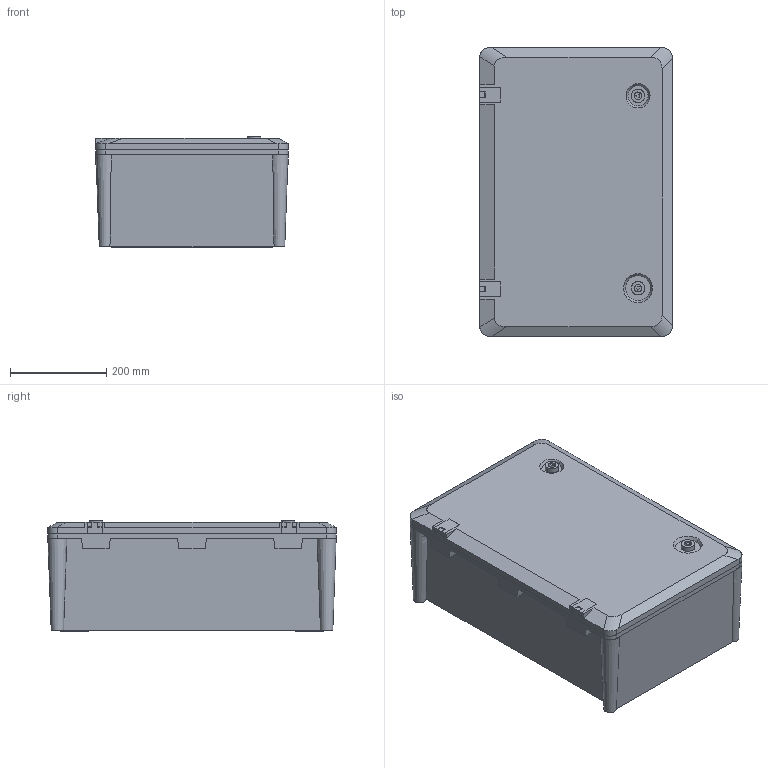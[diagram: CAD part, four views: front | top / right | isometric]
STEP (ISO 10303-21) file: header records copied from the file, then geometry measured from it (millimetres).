
FILE_DESCRIPTION (( 'STEP AP214' ), '1' );
FILE_NAME ('MKP21-N-040-060-20-65.step', '2025-02-07T13:05:04', ( '' ), ( '' ), 'SwSTEP 2.0', 'SolidWorks 2022', '' );
FILE_SCHEMA (( 'AUTOMOTIVE_DESIGN' ));
Length unit declared in the file: millimetre
Products named in the file (5): ШРК 40X60Х206; ШРК 40X60Х208; MKP21-N-040-060-20-65; ШРК 40X60Х205; ШРК 40X60Х201
Assembly tree (6 placements, depth 2):
  MKP21-N-040-060-20-65
    ШРК 40X60Х201
    ШРК 40X60Х205  x2
    ШРК 40X60Х206
    ШРК 40X60Х208  x2
Bounding box: 400 x 600 x 229 mm (x, y, z)
Volume: 8329047.3 mm3; surface area: 1786881.6 mm2
Topology: 6 solids, 6 shells, 285 faces, 762 edges, 511 vertices
Faces by surface type: plane 225, cylinder 52, cone 8
Entity records: 10632 total; most frequent: CARTESIAN_POINT 4285, ORIENTED_EDGE 1428, DIRECTION 1021, EDGE_CURVE 714, VERTEX_POINT 479, LINE 361, VECTOR 361, AXIS2_PLACEMENT_3D 330
